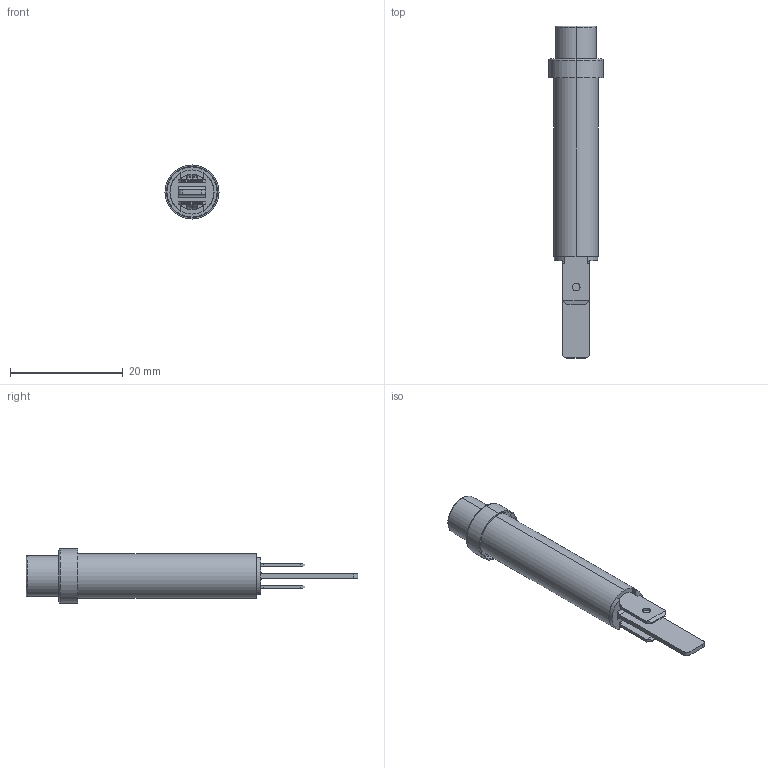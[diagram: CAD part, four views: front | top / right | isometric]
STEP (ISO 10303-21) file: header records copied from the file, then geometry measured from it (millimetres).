
FILE_DESCRIPTION (( 'STEP AP203' ), '1' );
FILE_NAME ('2150_series.STEP', '2018-01-19T00:07:52', ( '' ), ( '' ), 'SwSTEP 2.0', 'SolidWorks 2016', '' );
FILE_SCHEMA (( 'CONFIG_CONTROL_DESIGN' ));
Length unit declared in the file: inch
Products named in the file (7): D21759-XX - A7952; MB1652S; E23354-B7106; E53204-09 - C6820; LN2728_LN2728 for B7773; MT4472T-D9466_For General ASSY; 2150_series
Assembly tree (7 placements, depth 2):
  2150_series
    MT4472T-D9466_For General ASSY  x2
    D21759-XX - A7952
    MB1652S
    E23354-B7106
    E53204-09 - C6820
    LN2728_LN2728 for B7773
Bounding box: 9.6 x 58.83 x 9.6 mm (x, y, z)
Volume: 1163.3 mm3; surface area: 3824.4 mm2
Topology: 7 solids, 8 shells, 226 faces, 569 edges, 353 vertices
Faces by surface type: plane 124, cylinder 66, torus 26, sphere 10
Entity records: 6343 total; most frequent: CARTESIAN_POINT 1039, DIRECTION 1014, ORIENTED_EDGE 900, EDGE_CURVE 450, AXIS2_PLACEMENT_3D 375, VERTEX_POINT 280, LINE 264, VECTOR 264
